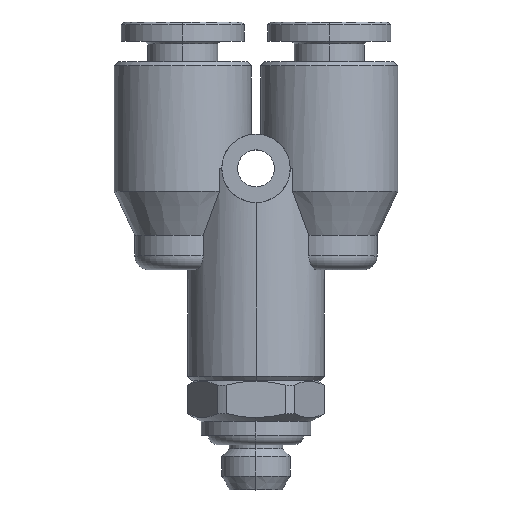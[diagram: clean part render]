
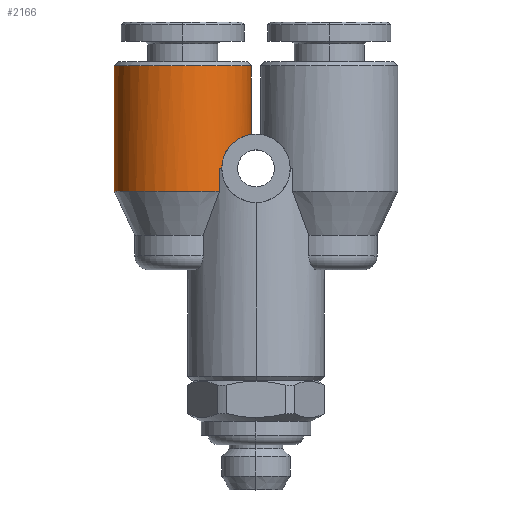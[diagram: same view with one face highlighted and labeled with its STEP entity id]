
A CAD part, top view. The second image highlights one B-rep face of the part: STEP entity #2166.
In plain terms, the highlighted cylindrical face has radius 5 mm (diameter 10 mm), a partial arc.
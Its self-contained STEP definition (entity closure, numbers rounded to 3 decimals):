
#101 = EDGE_CURVE ( 'NONE', #1701, #1257, #2888, .T. ) ;
#102 = EDGE_CURVE ( 'NONE', #1701, #1671, #1399, .T. ) ;
#103 = EDGE_CURVE ( 'NONE', #2102, #1621, #1390, .T. ) ;
#125 = EDGE_CURVE ( 'NONE', #1238, #2070, #2140, .T. ) ;
#126 = EDGE_CURVE ( 'NONE', #1257, #1238, #1389, .T. ) ;
#134 = EDGE_CURVE ( 'NONE', #1671, #1621, #2143, .T. ) ;
#162 = CARTESIAN_POINT ( 'NONE',  ( -5.35, 7.5, 0. ) ) ;
#163 = DIRECTION ( 'NONE',  ( 0., 1., 0. ) ) ;
#164 = DIRECTION ( 'NONE',  ( -1., 0., 0. ) ) ;
#359 = CARTESIAN_POINT ( 'NONE',  ( -2.675, 0., 4.224 ) ) ;
#361 = CARTESIAN_POINT ( 'NONE',  ( -2.675, -1.683, 4.224 ) ) ;
#372 = CARTESIAN_POINT ( 'NONE',  ( -0.35, 7.5, 0. ) ) ;
#384 = CARTESIAN_POINT ( 'NONE',  ( -10.35, 7.5, 0. ) ) ;
#390 = CARTESIAN_POINT ( 'NONE',  ( -10.35, -1.683, 0. ) ) ;
#484 = FACE_OUTER_BOUND ( 'NONE', #1423, .T. ) ;
#486 = CYLINDRICAL_SURFACE ( 'NONE', #1090, 5. ) ;
#876 = AXIS2_PLACEMENT_3D ( 'NONE', #162, #163, #164 ) ;
#1015 = ORIENTED_EDGE ( 'NONE', *, *, #103, .T. ) ;
#1055 = ORIENTED_EDGE ( 'NONE', *, *, #134, .F. ) ;
#1090 = AXIS2_PLACEMENT_3D ( 'NONE', #2307, #2308, #2309 ) ;
#1238 = VERTEX_POINT ( 'NONE', #359 ) ;
#1257 = VERTEX_POINT ( 'NONE', #361 ) ;
#1389 = LINE ( 'NONE', #3889, #2152 ) ;
#1390 = LINE ( 'NONE', #3964, #2957 ) ;
#1399 = LINE ( 'NONE', #3960, #2897 ) ;
#1423 = EDGE_LOOP ( 'NONE', ( #3502, #1015, #1055, #3497, #3507, #3534, #3494 ) ) ;
#1621 = VERTEX_POINT ( 'NONE', #372 ) ;
#1671 = VERTEX_POINT ( 'NONE', #384 ) ;
#1701 = VERTEX_POINT ( 'NONE', #390 ) ;
#1874 = EDGE_CURVE ( 'NONE', #2070, #2102, #3998, .T. ) ;
#2070 = VERTEX_POINT ( 'NONE', #3073 ) ;
#2102 = VERTEX_POINT ( 'NONE', #3084 ) ;
#2130 = AXIS2_PLACEMENT_3D ( 'NONE', #3900, #3990, #3988 ) ;
#2140 = CIRCLE ( 'NONE', #2130, 5. ) ;
#2143 = CIRCLE ( 'NONE', #876, 5. ) ;
#2152 = VECTOR ( 'NONE', #3991, 1000. ) ;
#2166 = ADVANCED_FACE ( 'NONE', ( #484 ), #486, .T. ) ;
#2307 = CARTESIAN_POINT ( 'NONE',  ( -5.35, 7.8, 0. ) ) ;
#2308 = DIRECTION ( 'NONE',  ( 0., 1., 0. ) ) ;
#2309 = DIRECTION ( 'NONE',  ( -1., 0., 0. ) ) ;
#2888 = CIRCLE ( 'NONE', #2936, 5. ) ;
#2897 = VECTOR ( 'NONE', #3962, 1000. ) ;
#2936 = AXIS2_PLACEMENT_3D ( 'NONE', #3957, #3958, #3959 ) ;
#2957 = VECTOR ( 'NONE', #3963, 1000. ) ;
#3073 = CARTESIAN_POINT ( 'NONE',  ( -2.5, 0., 4.108 ) ) ;
#3084 = CARTESIAN_POINT ( 'NONE',  ( -0.35, 2.475, 0. ) ) ;
#3494 = ORIENTED_EDGE ( 'NONE', *, *, #125, .T. ) ;
#3497 = ORIENTED_EDGE ( 'NONE', *, *, #102, .F. ) ;
#3502 = ORIENTED_EDGE ( 'NONE', *, *, #1874, .T. ) ;
#3507 = ORIENTED_EDGE ( 'NONE', *, *, #101, .T. ) ;
#3534 = ORIENTED_EDGE ( 'NONE', *, *, #126, .T. ) ;
#3546 = CARTESIAN_POINT ( 'NONE',  ( -2.5, 0., 4.108 ) ) ;
#3547 = CARTESIAN_POINT ( 'NONE',  ( -2.5, 0.256, 4.108 ) ) ;
#3548 = CARTESIAN_POINT ( 'NONE',  ( -2.461, 0.507, 4.082 ) ) ;
#3549 = CARTESIAN_POINT ( 'NONE',  ( -2.349, 0.864, 4. ) ) ;
#3550 = CARTESIAN_POINT ( 'NONE',  ( -2.304, 0.977, 3.966 ) ) ;
#3551 = CARTESIAN_POINT ( 'NONE',  ( -2.201, 1.192, 3.884 ) ) ;
#3552 = CARTESIAN_POINT ( 'NONE',  ( -2.141, 1.296, 3.835 ) ) ;
#3553 = CARTESIAN_POINT ( 'NONE',  ( -2.014, 1.486, 3.725 ) ) ;
#3554 = CARTESIAN_POINT ( 'NONE',  ( -1.946, 1.573, 3.664 ) ) ;
#3555 = CARTESIAN_POINT ( 'NONE',  ( -1.805, 1.733, 3.527 ) ) ;
#3556 = CARTESIAN_POINT ( 'NONE',  ( -1.731, 1.807, 3.451 ) ) ;
#3557 = CARTESIAN_POINT ( 'NONE',  ( -1.51, 2.002, 3.21 ) ) ;
#3558 = CARTESIAN_POINT ( 'NONE',  ( -1.362, 2.102, 3.026 ) ) ;
#3559 = CARTESIAN_POINT ( 'NONE',  ( -1.089, 2.256, 2.627 ) ) ;
#3560 = CARTESIAN_POINT ( 'NONE',  ( -0.965, 2.309, 2.415 ) ) ;
#3561 = CARTESIAN_POINT ( 'NONE',  ( -0.746, 2.389, 1.966 ) ) ;
#3562 = CARTESIAN_POINT ( 'NONE',  ( -0.652, 2.415, 1.729 ) ) ;
#3563 = CARTESIAN_POINT ( 'NONE',  ( -0.502, 2.45, 1.25 ) ) ;
#3564 = CARTESIAN_POINT ( 'NONE',  ( -0.446, 2.46, 1.005 ) ) ;
#3565 = CARTESIAN_POINT ( 'NONE',  ( -0.369, 2.473, 0.507 ) ) ;
#3566 = CARTESIAN_POINT ( 'NONE',  ( -0.35, 2.475, 0.252 ) ) ;
#3567 = CARTESIAN_POINT ( 'NONE',  ( -0.35, 2.475, 0. ) ) ;
#3889 = CARTESIAN_POINT ( 'NONE',  ( -2.675, 2.908, 4.224 ) ) ;
#3900 = CARTESIAN_POINT ( 'NONE',  ( -5.35, 0., 0. ) ) ;
#3957 = CARTESIAN_POINT ( 'NONE',  ( -5.35, -1.683, 0. ) ) ;
#3958 = DIRECTION ( 'NONE',  ( 0., 1., 0. ) ) ;
#3959 = DIRECTION ( 'NONE',  ( -1., 0., 0. ) ) ;
#3960 = CARTESIAN_POINT ( 'NONE',  ( -10.35, 7.8, 0. ) ) ;
#3962 = DIRECTION ( 'NONE',  ( 0., 1., 0. ) ) ;
#3963 = DIRECTION ( 'NONE',  ( 0., 1., 0. ) ) ;
#3964 = CARTESIAN_POINT ( 'NONE',  ( -0.35, 7.8, 0. ) ) ;
#3988 = DIRECTION ( 'NONE',  ( 0., 0., 1. ) ) ;
#3990 = DIRECTION ( 'NONE',  ( 0., 1., 0. ) ) ;
#3991 = DIRECTION ( 'NONE',  ( 0., 1., 0. ) ) ;
#3998 = B_SPLINE_CURVE_WITH_KNOTS ( 'NONE', 3,
 ( #3546, #3547, #3548, #3549, #3550, #3551, #3552, #3553, #3554, #3555, #3556, #3557, #3558, #3559, #3560, #3561, #3562, #3563, #3564, #3565, #3566, #3567 ),
 .UNSPECIFIED., .F., .F.,
 ( 4, 2, 2, 2, 2, 2, 2, 2, 2, 2, 4 ),
 ( 0., 0.001, 0.001, 0.002, 0.002, 0.002, 0.003, 0.004, 0.005, 0.005, 0.006 ),
 .UNSPECIFIED. ) ;
